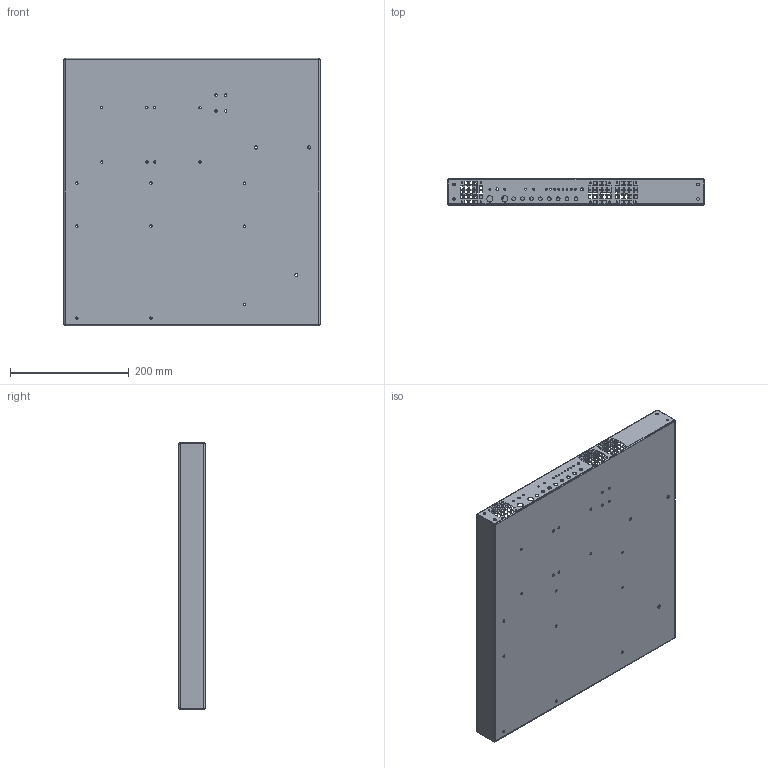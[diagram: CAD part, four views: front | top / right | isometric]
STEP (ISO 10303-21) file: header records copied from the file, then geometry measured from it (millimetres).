
FILE_DESCRIPTION((''),'2;1');
FILE_NAME('ROACH_2_CHASSIS_SHEET_REV_2','2011-09-13T',('Admin'),(''),'PRO/ENGINEER BY PARAMETRIC TECHNOLOGY CORPORATION, 2010180','PRO/ENGINEER BY PARAMETRIC TECHNOLOGY CORPORATION, 2010180','');
FILE_SCHEMA(('CONFIG_CONTROL_DESIGN'));
Length unit declared in the file: millimetre
Products named in the file (1): ROACH_2_CHASSIS_SHEET_REV_2
Bounding box: 431 x 44.45 x 450 mm (x, y, z)
Volume: 349547 mm3; surface area: 590246 mm2
Topology: 1 solids, 1 shells, 752 faces, 2140 edges, 1372 vertices
Faces by surface type: plane 482, cylinder 242, bspline 28
Entity records: 25944 total; most frequent: CARTESIAN_POINT 5418, ORIENTED_EDGE 4280, DIRECTION 3976, EDGE_CURVE 2140, VECTOR 1640, LINE 1640, VERTEX_POINT 1372, AXIS2_PLACEMENT_3D 1168
